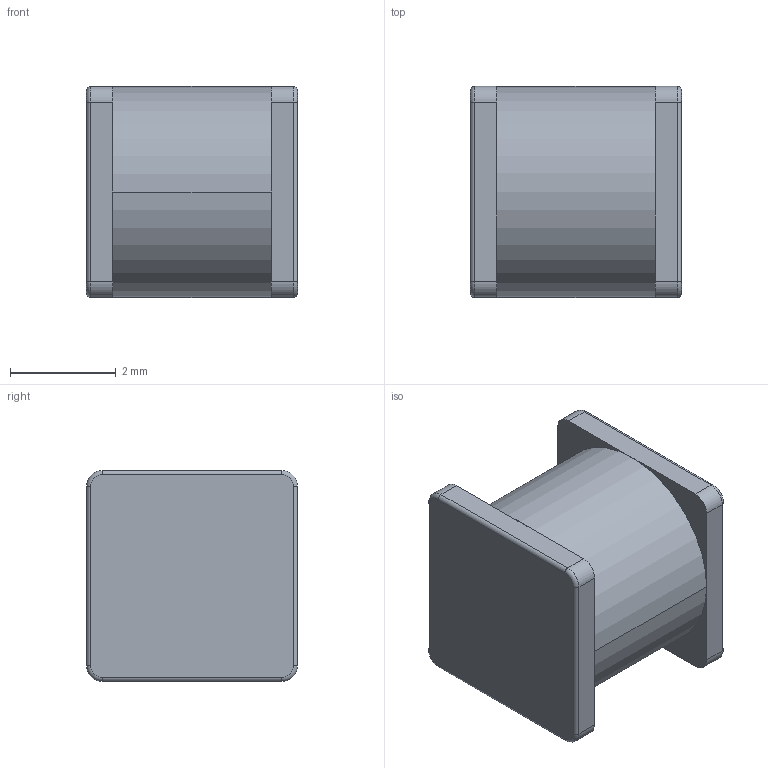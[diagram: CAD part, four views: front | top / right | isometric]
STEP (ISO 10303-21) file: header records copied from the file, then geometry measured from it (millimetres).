
FILE_DESCRIPTION((''),'2;1');
FILE_NAME('2087-XXX-SM','2012-07-31T',('ryans'),('Bourns, Inc.'),'PRO/ENGINEER BY PARAMETRIC TECHNOLOGY CORPORATION, 2010100','PRO/ENGINEER BY PARAMETRIC TECHNOLOGY CORPORATION, 2010100','');
FILE_SCHEMA(('CONFIG_CONTROL_DESIGN'));
Length unit declared in the file: millimetre
Products named in the file (1): 2087-XXX-SM
Bounding box: 4 x 4 x 4 mm (x, y, z)
Volume: 53.6 mm3; surface area: 90.4 mm2
Topology: 1 solids, 1 shells, 50 faces, 116 edges, 68 vertices
Faces by surface type: cylinder 22, plane 18, torus 10
Entity records: 1474 total; most frequent: CARTESIAN_POINT 268, DIRECTION 266, ORIENTED_EDGE 232, EDGE_CURVE 116, AXIS2_PLACEMENT_3D 104, VERTEX_POINT 68, VECTOR 58, LINE 58
